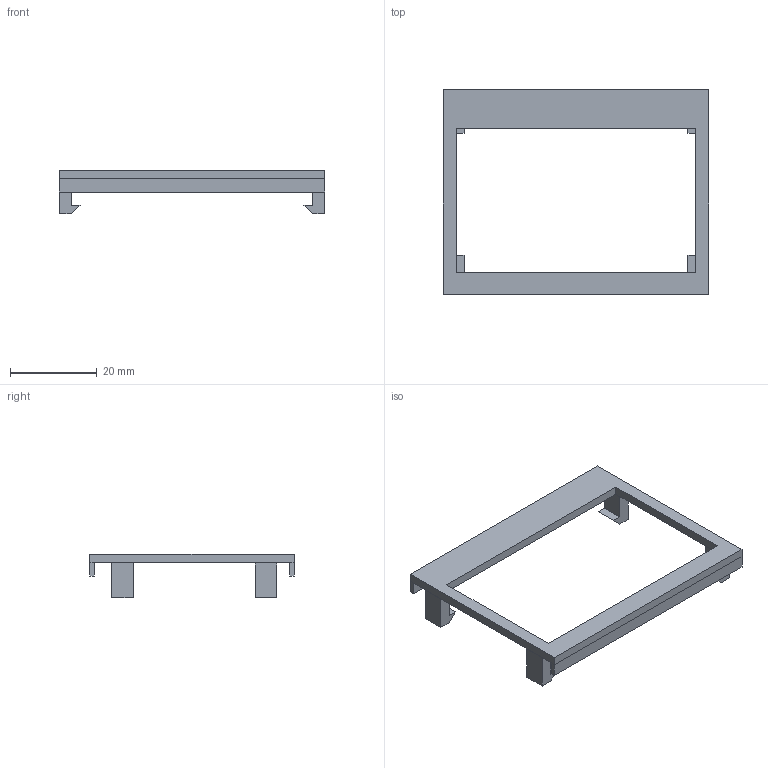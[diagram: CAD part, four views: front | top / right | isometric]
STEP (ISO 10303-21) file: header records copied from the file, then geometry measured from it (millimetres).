
FILE_DESCRIPTION(('FreeCAD Model'),'2;1');
FILE_NAME('ArduHMI_displayframe_128x64.step','2021-02-17T10:57:23',('Author'),(''), 'Open CASCADE STEP processor 7.4','FreeCAD','Unknown');
FILE_SCHEMA(('AUTOMOTIVE_DESIGN { 1 0 10303 214 1 1 1 1 }'));
Length unit declared in the file: millimetre
Products named in the file (6): displayframe_128x64; mainframe; clip; clip001; clip002; clip003
Assembly tree (5 placements, depth 2):
  displayframe_128x64
    mainframe
    clip
    clip001
    clip002
    clip003
Bounding box: 61 x 47 x 10 mm (x, y, z)
Volume: 2950 mm3; surface area: 4310.6 mm2
Topology: 5 solids, 5 shells, 52 faces, 118 edges, 76 vertices
Faces by surface type: plane 52
Entity records: 3100 total; most frequent: CARTESIAN_POINT 488, DIRECTION 470, LINE 354, VECTOR 354, ORIENTED_EDGE 236, PCURVE 236, DEFINITIONAL_REPRESENTATION 236, EDGE_CURVE 118
